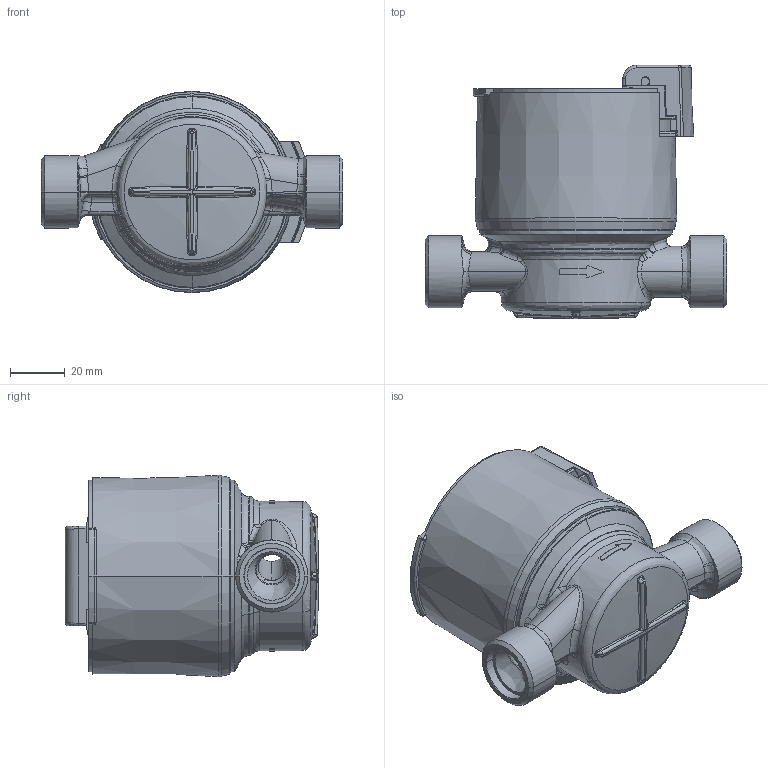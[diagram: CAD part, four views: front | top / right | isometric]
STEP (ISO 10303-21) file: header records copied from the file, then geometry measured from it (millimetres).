
FILE_DESCRIPTION (( 'STEP AP214' ), '1' );
FILE_NAME ('UNICO2coder MP Q3 2.5 110mm ohne Nocken.STEP', '2015-08-20T08:08:51', ( 'GWF' ), ( 'Hewlett-Packard Company' ), 'SwSTEP 2.0', 'SolidWorks 2015', '' );
FILE_SCHEMA (( 'AUTOMOTIVE_DESIGN' ));
Length unit declared in the file: millimetre
Products named in the file (6): 108404; 113020_44.000140; 113007; 113022; 128985; UNICO2coder MP Q3 2.5 110mm ohne Nocken
Assembly tree (5 placements, depth 2):
  UNICO2coder MP Q3 2.5 110mm ohne Nocken
    128985
    113022
    113007
    113020_44.000140
    108404
Bounding box: 110 x 92.35 x 73.39 mm (x, y, z)
Volume: 78239.7 mm3; surface area: 71264.6 mm2
Topology: 5 solids, 5 shells, 1953 faces, 5183 edges, 3264 vertices
Faces by surface type: plane 706, bspline 495, cylinder 403, cone 201, torus 98, sphere 50
Entity records: 90312 total; most frequent: CARTESIAN_POINT 46775, ORIENTED_EDGE 10298, DIRECTION 7264, EDGE_CURVE 5149, VERTEX_POINT 3264, AXIS2_PLACEMENT_3D 2633, EDGE_LOOP 2043, LINE 1998
